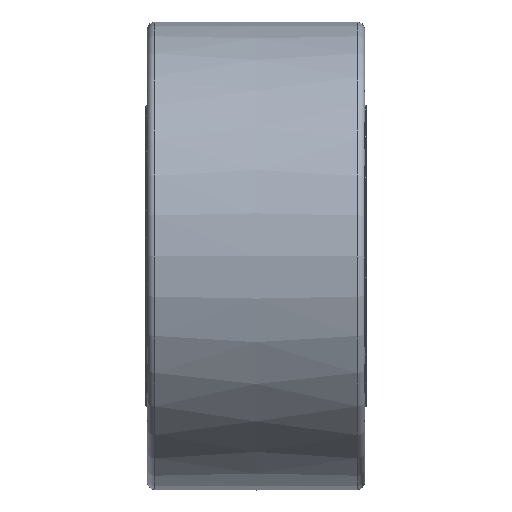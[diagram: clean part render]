
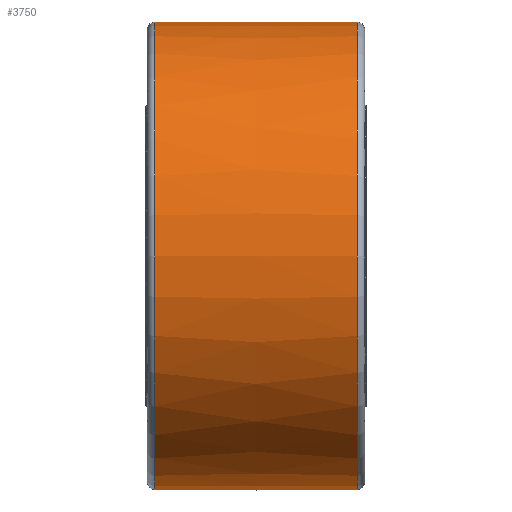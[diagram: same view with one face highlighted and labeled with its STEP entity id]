
A CAD part, front view. The second image highlights one B-rep face of the part: STEP entity #3750.
In plain terms, the highlighted free-form (B-spline) face has degree [2, 2] with [3, 9] control points.
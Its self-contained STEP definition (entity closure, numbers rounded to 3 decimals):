
#61=(
BOUNDED_SURFACE()
B_SPLINE_SURFACE(2,2,((#6339,#6340,#6341,#6342,#6343,#6344,#6345,#6346,
#6347),(#6348,#6349,#6350,#6351,#6352,#6353,#6354,#6355,#6356),(#6357,#6358,
#6359,#6360,#6361,#6362,#6363,#6364,#6365)),.UNSPECIFIED.,.F.,.T.,.F.)
B_SPLINE_SURFACE_WITH_KNOTS((3,3),(3,2,2,2,3),(-0.004,0.004),
(-3.142,-1.571,0.,1.571,3.142),
 .UNSPECIFIED.)
GEOMETRIC_REPRESENTATION_ITEM()
RATIONAL_B_SPLINE_SURFACE(((1.,0.707,1.,0.707,1.,
0.707,1.,0.707,1.),(1.,0.707,
1.,0.707,1.,0.707,
1.,0.707,1.),(1.,0.707,
1.,0.707,1.,0.707,1.,0.707,1.)))
REPRESENTATION_ITEM('')
SURFACE()
);
#317=FACE_OUTER_BOUND('',#568,.T.);
#568=EDGE_LOOP('',(#2415,#2416,#2417,#2418,#2419,#2420));
#976=CIRCLE('',#4088,154.85);
#978=CIRCLE('',#4090,154.85);
#979=CIRCLE('',#4091,154.85);
#980=CIRCLE('',#4092,154.85);
#981=CIRCLE('',#4093,15000.);
#1443=VERTEX_POINT('',#6334);
#1444=VERTEX_POINT('',#6335);
#1445=VERTEX_POINT('',#6366);
#1446=VERTEX_POINT('',#6367);
#1840=EDGE_CURVE('',#1443,#1444,#976,.T.);
#1842=EDGE_CURVE('',#1444,#1443,#978,.T.);
#1843=EDGE_CURVE('',#1445,#1446,#979,.T.);
#1844=EDGE_CURVE('',#1446,#1445,#980,.T.);
#1845=EDGE_CURVE('',#1446,#1444,#981,.T.);
#2415=ORIENTED_EDGE('',*,*,#1843,.F.);
#2416=ORIENTED_EDGE('',*,*,#1844,.F.);
#2417=ORIENTED_EDGE('',*,*,#1845,.T.);
#2418=ORIENTED_EDGE('',*,*,#1840,.F.);
#2419=ORIENTED_EDGE('',*,*,#1842,.F.);
#2420=ORIENTED_EDGE('',*,*,#1845,.F.);
#3750=ADVANCED_FACE('',(#317),#61,.F.);
#4088=AXIS2_PLACEMENT_3D('',#6336,#4856,#4857);
#4090=AXIS2_PLACEMENT_3D('',#6338,#4860,#4861);
#4091=AXIS2_PLACEMENT_3D('',#6368,#4862,#4863);
#4092=AXIS2_PLACEMENT_3D('',#6369,#4864,#4865);
#4093=AXIS2_PLACEMENT_3D('',#6370,#4866,#4867);
#4856=DIRECTION('center_axis',(-1.,0.,0.));
#4857=DIRECTION('ref_axis',(0.,-1.,0.));
#4860=DIRECTION('center_axis',(-1.,0.,0.));
#4861=DIRECTION('ref_axis',(0.,-1.,0.));
#4862=DIRECTION('center_axis',(1.,0.,0.));
#4863=DIRECTION('ref_axis',(0.,-1.,0.));
#4864=DIRECTION('center_axis',(1.,0.,0.));
#4865=DIRECTION('ref_axis',(0.,-1.,0.));
#4866=DIRECTION('center_axis',(0.,-1.,0.));
#4867=DIRECTION('ref_axis',(0.,0.,1.));
#6334=CARTESIAN_POINT('',(-67.022,154.85,0.));
#6335=CARTESIAN_POINT('',(-67.022,0.,154.85));
#6336=CARTESIAN_POINT('Origin',(-67.022,0.,0.));
#6338=CARTESIAN_POINT('Origin',(-67.022,0.,0.));
#6339=CARTESIAN_POINT('Ctrl Pts',(-67.022,0.,154.85));
#6340=CARTESIAN_POINT('Ctrl Pts',(-67.022,-154.85,154.85));
#6341=CARTESIAN_POINT('Ctrl Pts',(-67.022,-154.85,0.));
#6342=CARTESIAN_POINT('Ctrl Pts',(-67.022,-154.85,-154.85));
#6343=CARTESIAN_POINT('Ctrl Pts',(-67.022,0.,-154.85));
#6344=CARTESIAN_POINT('Ctrl Pts',(-67.022,154.85,-154.85));
#6345=CARTESIAN_POINT('Ctrl Pts',(-67.022,154.85,0.));
#6346=CARTESIAN_POINT('Ctrl Pts',(-67.022,154.85,154.85));
#6347=CARTESIAN_POINT('Ctrl Pts',(-67.022,0.,154.85));
#6348=CARTESIAN_POINT('Ctrl Pts',(0.,0.,155.15));
#6349=CARTESIAN_POINT('Ctrl Pts',(0.,-155.15,
155.15));
#6350=CARTESIAN_POINT('Ctrl Pts',(0.,-155.15,
0.));
#6351=CARTESIAN_POINT('Ctrl Pts',(0.,-155.15,
-155.15));
#6352=CARTESIAN_POINT('Ctrl Pts',(0.,0.,-155.15));
#6353=CARTESIAN_POINT('Ctrl Pts',(0.,155.15,
-155.15));
#6354=CARTESIAN_POINT('Ctrl Pts',(0.,155.15,
0.));
#6355=CARTESIAN_POINT('Ctrl Pts',(0.,155.15,
155.15));
#6356=CARTESIAN_POINT('Ctrl Pts',(0.,0.,155.15));
#6357=CARTESIAN_POINT('Ctrl Pts',(67.022,0.,154.85));
#6358=CARTESIAN_POINT('Ctrl Pts',(67.022,-154.85,154.85));
#6359=CARTESIAN_POINT('Ctrl Pts',(67.022,-154.85,0.));
#6360=CARTESIAN_POINT('Ctrl Pts',(67.022,-154.85,-154.85));
#6361=CARTESIAN_POINT('Ctrl Pts',(67.022,0.,-154.85));
#6362=CARTESIAN_POINT('Ctrl Pts',(67.022,154.85,-154.85));
#6363=CARTESIAN_POINT('Ctrl Pts',(67.022,154.85,0.));
#6364=CARTESIAN_POINT('Ctrl Pts',(67.022,154.85,154.85));
#6365=CARTESIAN_POINT('Ctrl Pts',(67.022,0.,154.85));
#6366=CARTESIAN_POINT('',(67.022,154.85,0.));
#6367=CARTESIAN_POINT('',(67.022,0.,154.85));
#6368=CARTESIAN_POINT('Origin',(67.022,0.,0.));
#6369=CARTESIAN_POINT('Origin',(67.022,0.,0.));
#6370=CARTESIAN_POINT('Origin',(0.,0.,
-14845.));
